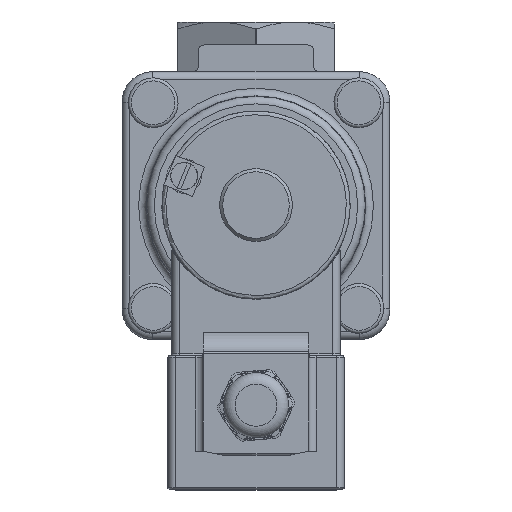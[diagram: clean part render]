
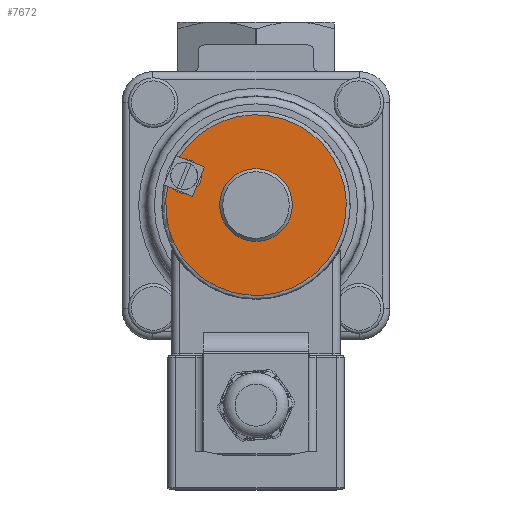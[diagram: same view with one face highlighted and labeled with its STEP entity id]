
A CAD part, top view. The second image highlights one B-rep face of the part: STEP entity #7672.
In plain terms, the highlighted planar face has unit normal (0, 0, 1).
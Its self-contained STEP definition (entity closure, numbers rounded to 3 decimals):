
#92=FACE_BOUND('',#2265,.T.);
#1773=FACE_OUTER_BOUND('',#2264,.T.);
#2264=EDGE_LOOP('',(#5807,#5808));
#2265=EDGE_LOOP('',(#5809));
#2748=CIRCLE('',#8261,4.5);
#2749=CIRCLE('',#8263,23.6);
#2750=CIRCLE('',#8264,8.7);
#3289=VERTEX_POINT('',#13257);
#3290=VERTEX_POINT('',#13258);
#3296=VERTEX_POINT('',#13276);
#4213=EDGE_CURVE('',#3290,#3289,#2748,.T.);
#4214=EDGE_CURVE('',#3290,#3289,#2749,.T.);
#4215=EDGE_CURVE('',#3296,#3296,#2750,.T.);
#5807=ORIENTED_EDGE('',*,*,#4213,.T.);
#5808=ORIENTED_EDGE('',*,*,#4214,.F.);
#5809=ORIENTED_EDGE('',*,*,#4215,.F.);
#7397=PLANE('',#8262);
#7672=ADVANCED_FACE('',(#1773,#92),#7397,.T.);
#8261=AXIS2_PLACEMENT_3D('',#13273,#9575,#9576);
#8262=AXIS2_PLACEMENT_3D('',#13274,#9577,#9578);
#8263=AXIS2_PLACEMENT_3D('',#13275,#9579,#9580);
#8264=AXIS2_PLACEMENT_3D('',#13277,#9581,#9582);
#9575=DIRECTION('center_axis',(0.,0.,
-1.));
#9576=DIRECTION('ref_axis',(-1.,0.,0.));
#9577=DIRECTION('center_axis',(0.,0.,
1.));
#9578=DIRECTION('ref_axis',(0.927,-0.375,0.));
#9579=DIRECTION('center_axis',(0.,0.,
-1.));
#9580=DIRECTION('ref_axis',(0.375,0.927,0.));
#9581=DIRECTION('center_axis',(0.,0.,
1.));
#9582=DIRECTION('ref_axis',(-1.,0.,0.));
#13257=CARTESIAN_POINT('',(-22.887,5.757,115.8));
#13258=CARTESIAN_POINT('',(-20.463,11.758,115.8));
#13273=CARTESIAN_POINT('Origin',(-18.775,7.586,115.8));
#13274=CARTESIAN_POINT('Origin',(5.554,13.746,115.8));
#13275=CARTESIAN_POINT('Origin',(0.,0.,
115.8));
#13276=CARTESIAN_POINT('',(8.7,0.,115.8));
#13277=CARTESIAN_POINT('Origin',(0.,0.,
115.8));
